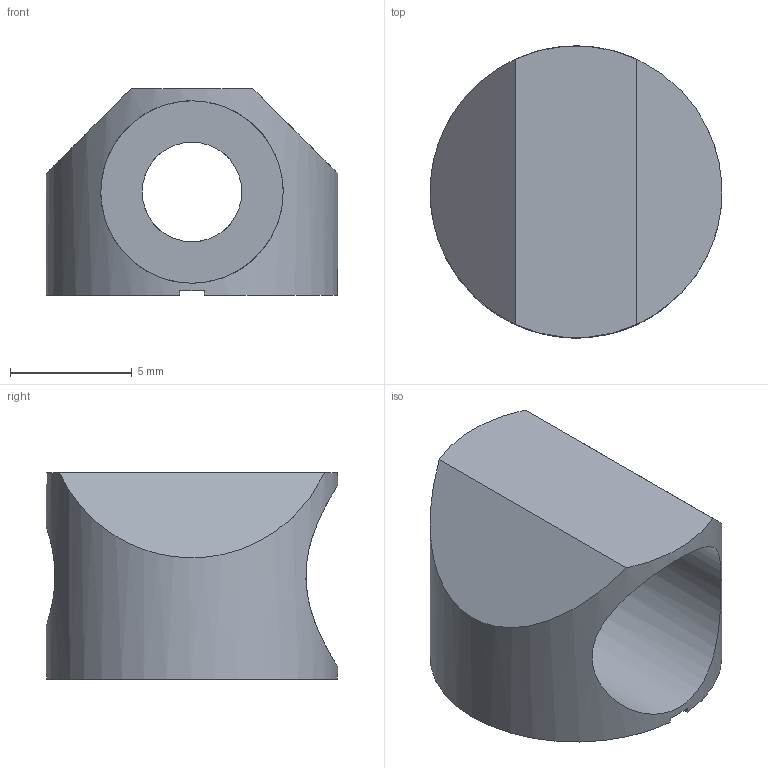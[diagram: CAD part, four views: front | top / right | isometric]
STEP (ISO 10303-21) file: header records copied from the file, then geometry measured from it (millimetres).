
FILE_DESCRIPTION(/* description */ ('Universalspanner 20'),/* implementation_level */ '2;1');
FILE_NAME(/* name */ 'SV1804V_A.stp',/* time_stamp */ '2015-11-30T12:01:39+01:00',/* author */ ('Marina Kaa'),/* organization */ (''),/* preprocessor_version */ 'ST-DEVELOPER v15.6',/* originating_system */ 'Autodesk Inventor 2015',/* authorisation */ '');
FILE_SCHEMA (('AUTOMOTIVE_DESIGN { 1 0 10303 214 3 1 1 }'));
Length unit declared in the file: millimetre
Products named in the file (1): SV1804V_A
Bounding box: 12 x 12 x 8.5 mm (x, y, z)
Volume: 534.9 mm3; surface area: 688.8 mm2
Topology: 1 solids, 1 shells, 12 faces, 32 edges, 22 vertices
Faces by surface type: plane 9, cylinder 3
Full cylindrical faces by diameter (mm): 4.1 x1, 7.5 x1, 12 x1
Entity records: 407 total; most frequent: CARTESIAN_POINT 121, DIRECTION 56, ORIENTED_EDGE 46, EDGE_CURVE 23, AXIS2_PLACEMENT_3D 23, EDGE_LOOP 18, VERTEX_POINT 17, FACE_OUTER_BOUND 12
